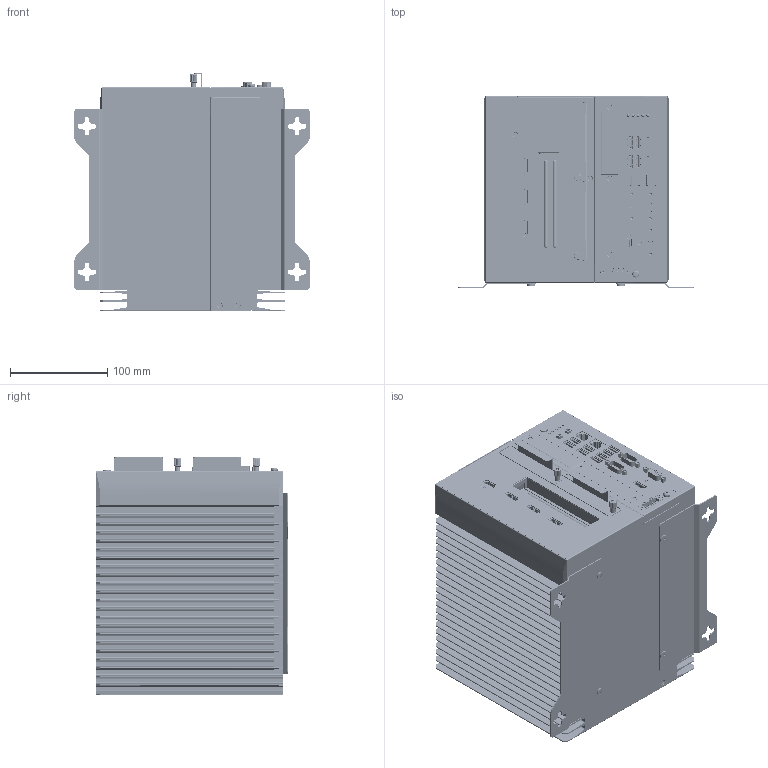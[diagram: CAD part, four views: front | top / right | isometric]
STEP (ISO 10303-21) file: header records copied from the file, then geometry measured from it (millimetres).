
FILE_DESCRIPTION (( 'STEP AP203' ), '1' );
FILE_NAME ('MIC-770V3_MIC-75GF10-PART.STEP', '2023-02-13T00:56:38', ( '' ), ( '' ), 'SwSTEP 2.0', 'SolidWorks 2022', '' );
FILE_SCHEMA (( 'CONFIG_CONTROL_DESIGN' ));
Products named in the file (1): MIC-770V3_MIC-75GF10-PART
Bounding box: 242 x 197.2 x 244.8 mm (x, y, z)
Volume: 7597535.8 mm3; surface area: 1181343.2 mm2
Topology: 3 solids, 42 shells, 8543 faces, 23586 edges, 15287 vertices
Faces by surface type: plane 5633, cylinder 2297, bspline 306, cone 216, torus 83, sphere 8
Entity records: 299107 total; most frequent: CARTESIAN_POINT 85972, ORIENTED_EDGE 47012, DIRECTION 40026, EDGE_CURVE 23506, VECTOR 16718, LINE 16718, VERTEX_POINT 15287, AXIS2_PLACEMENT_3D 11654
